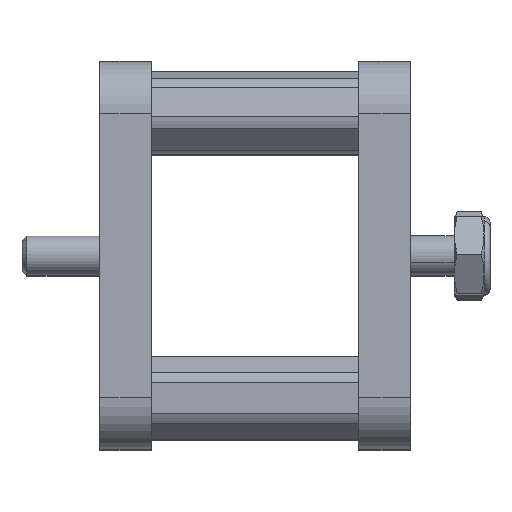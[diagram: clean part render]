
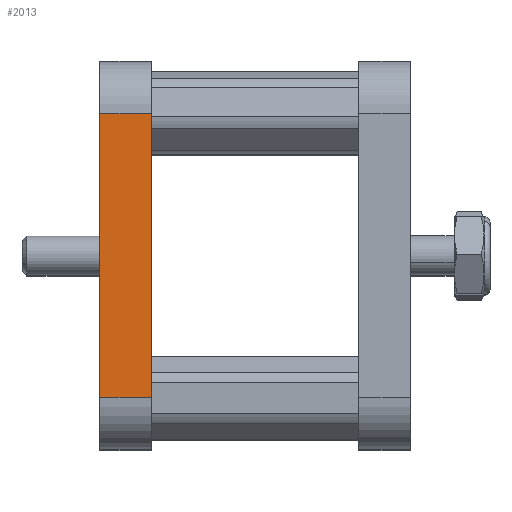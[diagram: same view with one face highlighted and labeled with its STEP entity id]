
A CAD part, top view. The second image highlights one B-rep face of the part: STEP entity #2013.
In plain terms, the highlighted face is planar.
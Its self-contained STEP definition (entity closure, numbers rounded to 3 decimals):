
#878 = CARTESIAN_POINT ( 'NONE',  ( 6.35, -36.5, -17.462 ) ) ;
#1065 = VERTEX_POINT ( 'NONE', #38023 ) ;
#1114 = LINE ( 'NONE', #35332, #11059 ) ;
#1834 = EDGE_CURVE ( 'NONE', #5240, #1065, #1114, .T. ) ;
#2013 = ADVANCED_FACE ( 'NONE', ( #36520 ), #29618, .F. ) ;
#4496 = EDGE_CURVE ( 'NONE', #14736, #1065, #29394, .T. ) ;
#5211 = DIRECTION ( 'NONE',  ( 0., 1., 0. ) ) ;
#5240 = VERTEX_POINT ( 'NONE', #878 ) ;
#5731 = CARTESIAN_POINT ( 'NONE',  ( 6.35, -36.5, 17.462 ) ) ;
#6083 = LINE ( 'NONE', #24989, #34122 ) ;
#6120 = ORIENTED_EDGE ( 'NONE', *, *, #1834, .F. ) ;
#7349 = EDGE_CURVE ( 'NONE', #26723, #5240, #11516, .T. ) ;
#9594 = VECTOR ( 'NONE', #33583, 1000. ) ;
#10347 = EDGE_CURVE ( 'NONE', #26723, #14736, #6083, .T. ) ;
#10839 = CARTESIAN_POINT ( 'NONE',  ( 0., -36.5, 17.462 ) ) ;
#11059 = VECTOR ( 'NONE', #16774, 1000. ) ;
#11516 = LINE ( 'NONE', #12460, #36144 ) ;
#11882 = ORIENTED_EDGE ( 'NONE', *, *, #10347, .T. ) ;
#12262 = DIRECTION ( 'NONE',  ( 0., 0., -1. ) ) ;
#12460 = CARTESIAN_POINT ( 'NONE',  ( 6.35, -36.5, 17.462 ) ) ;
#14736 = VERTEX_POINT ( 'NONE', #20012 ) ;
#16774 = DIRECTION ( 'NONE',  ( -1., 0., 0. ) ) ;
#20012 = CARTESIAN_POINT ( 'NONE',  ( 0., -36.5, 17.462 ) ) ;
#21925 = DIRECTION ( 'NONE',  ( -1., 0., 0. ) ) ;
#23537 = CARTESIAN_POINT ( 'NONE',  ( 6.35, -36.5, 17.462 ) ) ;
#24989 = CARTESIAN_POINT ( 'NONE',  ( 6.35, -36.5, 17.462 ) ) ;
#26723 = VERTEX_POINT ( 'NONE', #5731 ) ;
#27171 = DIRECTION ( 'NONE',  ( 0., 0., 1. ) ) ;
#28659 = ORIENTED_EDGE ( 'NONE', *, *, #4496, .T. ) ;
#29394 = LINE ( 'NONE', #10839, #9594 ) ;
#29618 = PLANE ( 'NONE',  #37080 ) ;
#32320 = EDGE_LOOP ( 'NONE', ( #28659, #6120, #35764, #11882 ) ) ;
#33583 = DIRECTION ( 'NONE',  ( 0., 0., -1. ) ) ;
#34122 = VECTOR ( 'NONE', #21925, 1000. ) ;
#35332 = CARTESIAN_POINT ( 'NONE',  ( 6.35, -36.5, -17.462 ) ) ;
#35764 = ORIENTED_EDGE ( 'NONE', *, *, #7349, .F. ) ;
#36144 = VECTOR ( 'NONE', #12262, 1000. ) ;
#36520 = FACE_OUTER_BOUND ( 'NONE', #32320, .T. ) ;
#37080 = AXIS2_PLACEMENT_3D ( 'NONE', #23537, #5211, #27171 ) ;
#38023 = CARTESIAN_POINT ( 'NONE',  ( 0., -36.5, -17.462 ) ) ;
